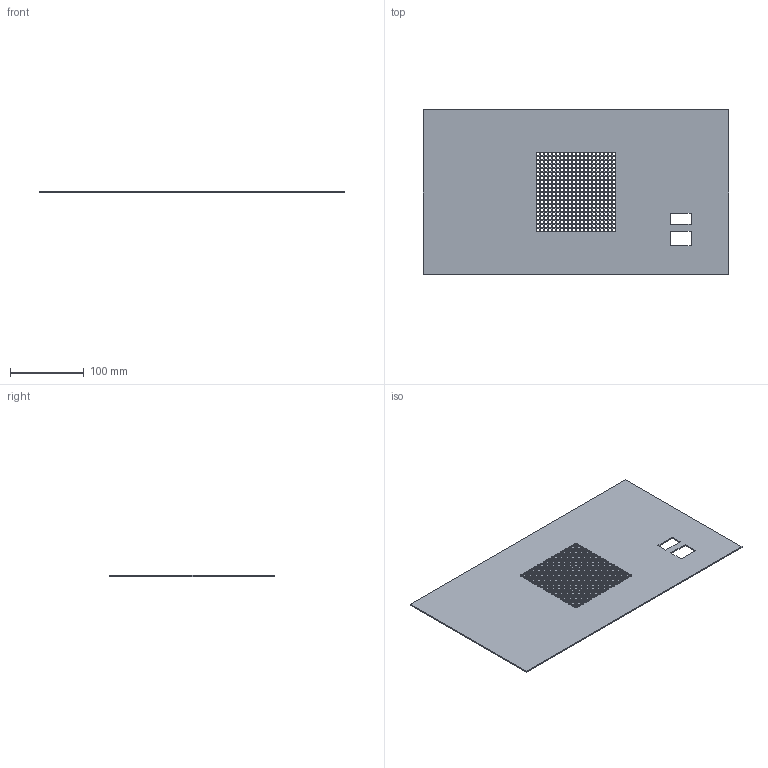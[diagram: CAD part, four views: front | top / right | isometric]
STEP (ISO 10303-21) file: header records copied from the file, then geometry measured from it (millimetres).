
FILE_DESCRIPTION(/* description */ (''),/* implementation_level */ '2;1');
FILE_NAME(/* name */ '2D_Sheetmetal_Fan_Grill.step',/* time_stamp */ '2024-08-08T13:39:49+05:00',/* author */ (''),/* organization */ (''),/* preprocessor_version */ 'ST-DEVELOPER v20',/* originating_system */ 'Autodesk Translation Framework v13.14.0.145',/* authorisation */ '');
FILE_SCHEMA (('AUTOMOTIVE_DESIGN { 1 0 10303 214 3 1 1 }'));
Length unit declared in the file: inch
Products named in the file (1): 2D_Sheetmetal_Fan_Grill
Bounding box: 412.75 x 222.25 x 1.59 mm (x, y, z)
Volume: 133693.6 mm3; surface area: 179850.3 mm2
Topology: 1 solids, 1 shells, 414 faces, 1236 edges, 824 vertices
Faces by surface type: cylinder 400, plane 14
Full cylindrical faces by diameter (mm): 4.57 x400
Entity records: 16063 total; most frequent: DIRECTION 2866, CARTESIAN_POINT 2475, ORIENTED_EDGE 2472, EDGE_CURVE 1236, EDGE_LOOP 1218, AXIS2_PLACEMENT_3D 1215, VERTEX_POINT 824, FACE_BOUND 804
